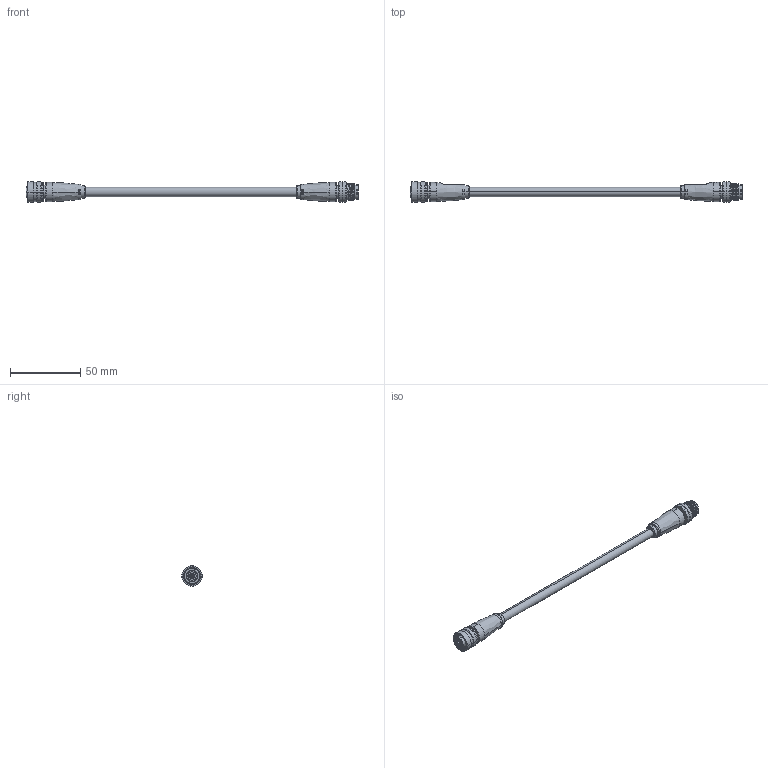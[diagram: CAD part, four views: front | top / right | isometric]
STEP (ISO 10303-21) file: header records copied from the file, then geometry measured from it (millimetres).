
FILE_DESCRIPTION (( 'STEP AP203' ), '1' );
FILE_NAME ('10-03852_revA.STEP', '2020-10-16T23:59:52', ( '' ), ( '' ), 'SwSTEP 2.0', 'SolidWorks 2015', '' );
FILE_SCHEMA (( 'CONFIG_CONTROL_DESIGN' ));
Length unit declared in the file: millimetre
Products named in the file (14): 50-00981-02_For STEP file; 50-00988___; 50-00981-04___; 50-00981-03___; 50-00988-03___; 50-00981___; 50-00988-02_For STEP file; 24-00349_Wire O6.8 mm; 30-01586_blunt cut; 50-00988-01___; 50-00981-01___; 50-00988-04___; 10-03852_revA; 50-00981-05___
Assembly tree (22 placements, depth 3):
  10-03852_revA
    30-01586_blunt cut
    24-00349_Wire O6.8 mm  x2
    50-00981___
      50-00981-01___
      50-00981-02_For STEP file
      50-00981-03___  x5
      50-00981-04___
      50-00981-05___
    50-00988___
      50-00988-01___
      50-00988-02_For STEP file
      50-00988-03___  x5
      50-00988-04___
Bounding box: 235.5 x 14.5 x 14.5 mm (x, y, z)
Volume: 14689.9 mm3; surface area: 50723.2 mm2
Topology: 137 solids, 137 shells, 1804 faces, 4076 edges, 2608 vertices
Faces by surface type: cylinder 838, plane 573, torus 154, bspline 123, cone 106, sphere 10
Entity records: 39752 total; most frequent: CARTESIAN_POINT 10681, DIRECTION 6132, ORIENTED_EDGE 5210, EDGE_CURVE 2605, AXIS2_PLACEMENT_3D 2588, VERTEX_POINT 1699, EDGE_LOOP 1500, CIRCLE 1411
